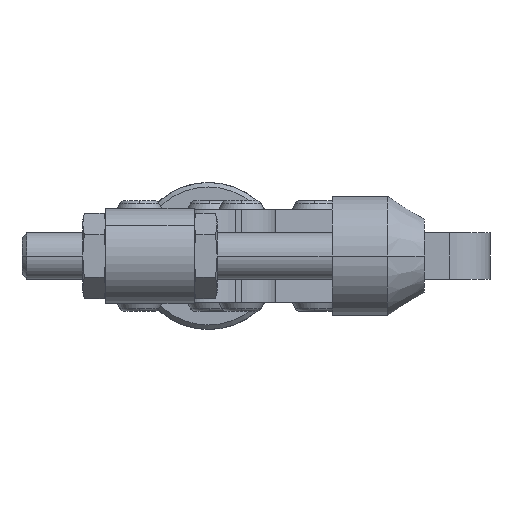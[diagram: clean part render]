
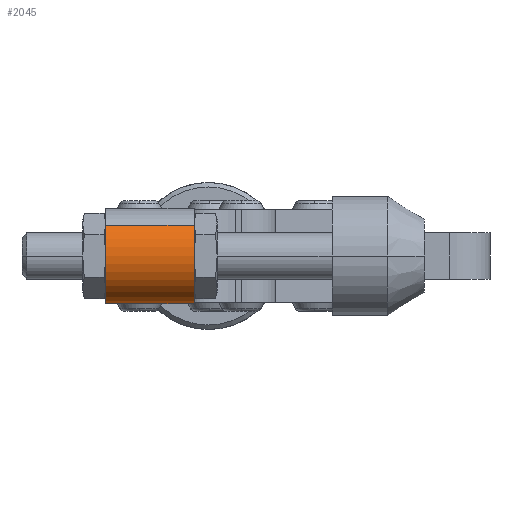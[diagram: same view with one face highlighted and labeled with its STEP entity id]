
A CAD part, left-side view. The second image highlights one B-rep face of the part: STEP entity #2045.
In plain terms, the highlighted cylindrical face has radius 5.167 mm (diameter 10.334 mm), a partial arc.
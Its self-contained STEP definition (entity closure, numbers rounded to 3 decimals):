
#1825 = EDGE_CURVE( '', #4093, #3603, #4735, .T. );
#2045 = ADVANCED_FACE( '', ( #4978 ), #4979, .T. );
#2345 = VERTEX_POINT( '', #5314 );
#2477 = VERTEX_POINT( '', #5470 );
#3201 = EDGE_CURVE( '', #2477, #2345, #6269, .T. );
#3603 = VERTEX_POINT( '', #6702 );
#4043 = EDGE_CURVE( '', #2477, #3603, #7196, .T. );
#4093 = VERTEX_POINT( '', #7252 );
#4311 = EDGE_CURVE( '', #4093, #2345, #7499, .T. );
#4735 = CIRCLE( '', #8109, 5.167 );
#4978 = FACE_OUTER_BOUND( '', #8454, .T. );
#4979 = CYLINDRICAL_SURFACE( '', #8455, 5.167 );
#5314 = CARTESIAN_POINT( '', ( -35.251, 32.15, 3.343 ) );
#5470 = CARTESIAN_POINT( '', ( -27.371, 32.15, -3.343 ) );
#6269 = CIRCLE( '', #10248, 5.167 );
#6702 = CARTESIAN_POINT( '', ( -27.371, 41.75, -3.343 ) );
#7196 = LINE( '', #11616, #11617 );
#7252 = CARTESIAN_POINT( '', ( -35.251, 41.75, 3.343 ) );
#7499 = LINE( '', #12043, #12044 );
#8109 = AXIS2_PLACEMENT_3D( '', #12522, #12523, #12524 );
#8454 = EDGE_LOOP( '', ( #12820, #12821, #12822, #12823 ) );
#8455 = AXIS2_PLACEMENT_3D( '', #12824, #12825, #12826 );
#10248 = AXIS2_PLACEMENT_3D( '', #14457, #14458, #14459 );
#11616 = CARTESIAN_POINT( '', ( -27.371, 23.3, -3.343 ) );
#11617 = VECTOR( '', #15563, 1. );
#12043 = CARTESIAN_POINT( '', ( -35.251, 36.95, 3.343 ) );
#12044 = VECTOR( '', #15982, 1. );
#12522 = CARTESIAN_POINT( '', ( -31.311, 41.75, 0. ) );
#12523 = DIRECTION( '', ( 0., -1., 0. ) );
#12524 = DIRECTION( '', ( 0.763, 0., -0.647 ) );
#12820 = ORIENTED_EDGE( '', *, *, #4311, .F. );
#12821 = ORIENTED_EDGE( '', *, *, #1825, .T. );
#12822 = ORIENTED_EDGE( '', *, *, #4043, .F. );
#12823 = ORIENTED_EDGE( '', *, *, #3201, .T. );
#12824 = CARTESIAN_POINT( '', ( -31.311, 23.3, 0. ) );
#12825 = DIRECTION( '', ( 0., -1., 0. ) );
#12826 = DIRECTION( '', ( 0.763, 0., -0.647 ) );
#14457 = CARTESIAN_POINT( '', ( -31.311, 32.15, 0. ) );
#14458 = DIRECTION( '', ( 0., 1., 0. ) );
#14459 = DIRECTION( '', ( 0.763, 0., -0.647 ) );
#15563 = DIRECTION( '', ( 0., 1., 0. ) );
#15982 = DIRECTION( '', ( 0., -1., 0. ) );
